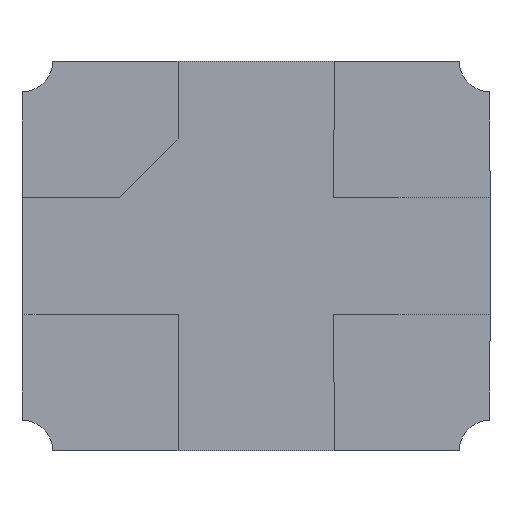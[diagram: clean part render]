
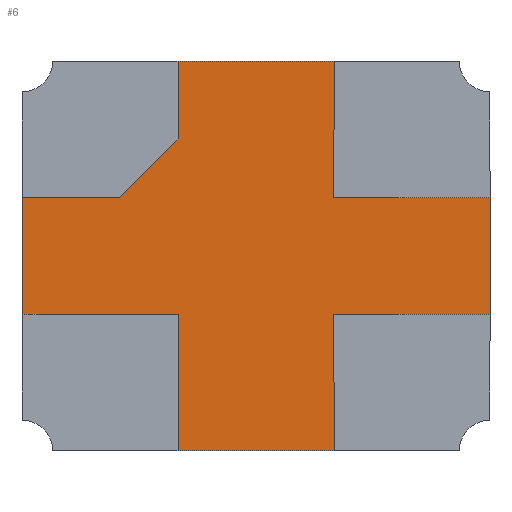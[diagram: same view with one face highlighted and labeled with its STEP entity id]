
A CAD part, front view. The second image highlights one B-rep face of the part: STEP entity #6.
In plain terms, the highlighted planar face has unit normal (0, -1, 0).
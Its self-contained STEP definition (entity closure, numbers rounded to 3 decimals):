
#4 = ORIENTED_EDGE ( 'NONE', *, *, #516, .T. ) ;
#6 = ADVANCED_FACE ( 'NONE', ( #1304 ), #152, .T. ) ;
#37 = CARTESIAN_POINT ( 'NONE',  ( -0.2, 0., -0.15 ) ) ;
#42 = CARTESIAN_POINT ( 'NONE',  ( 0.2, 0., -0.5 ) ) ;
#95 = CARTESIAN_POINT ( 'NONE',  ( -0.2, 0., -0.15 ) ) ;
#107 = CARTESIAN_POINT ( 'NONE',  ( 0.2, 0., 0.15 ) ) ;
#120 = CARTESIAN_POINT ( 'NONE',  ( -0.2, 0., 0.5 ) ) ;
#133 = ORIENTED_EDGE ( 'NONE', *, *, #399, .T. ) ;
#152 = PLANE ( 'NONE',  #1395 ) ;
#155 = CARTESIAN_POINT ( 'NONE',  ( 0.6, 0., -0.15 ) ) ;
#177 = EDGE_CURVE ( 'NONE', #579, #1820, #1905, .T. ) ;
#198 = DIRECTION ( 'NONE',  ( 0., 0., 1. ) ) ;
#259 = CARTESIAN_POINT ( 'NONE',  ( -0.35, 0., 0.15 ) ) ;
#269 = VECTOR ( 'NONE', #1585, 1000. ) ;
#274 = ORIENTED_EDGE ( 'NONE', *, *, #177, .T. ) ;
#276 = LINE ( 'NONE', #1375, #1024 ) ;
#334 = VERTEX_POINT ( 'NONE', #666 ) ;
#341 = EDGE_CURVE ( 'NONE', #1594, #1825, #535, .T. ) ;
#354 = EDGE_CURVE ( 'NONE', #1420, #334, #629, .T. ) ;
#391 = CARTESIAN_POINT ( 'NONE',  ( -0.6, 0., -0.15 ) ) ;
#399 = EDGE_CURVE ( 'NONE', #1168, #520, #1889, .T. ) ;
#407 = DIRECTION ( 'NONE',  ( 0., 0., 1. ) ) ;
#412 = LINE ( 'NONE', #391, #1624 ) ;
#444 = DIRECTION ( 'NONE',  ( -1., 0., 0. ) ) ;
#481 = DIRECTION ( 'NONE',  ( -0.707, 0., -0.707 ) ) ;
#482 = LINE ( 'NONE', #120, #1412 ) ;
#507 = CARTESIAN_POINT ( 'NONE',  ( 0.2, 0., 0.5 ) ) ;
#512 = CARTESIAN_POINT ( 'NONE',  ( 0.6, 0., 0.15 ) ) ;
#516 = EDGE_CURVE ( 'NONE', #1506, #1123, #1122, .T. ) ;
#520 = VERTEX_POINT ( 'NONE', #595 ) ;
#534 = CARTESIAN_POINT ( 'NONE',  ( 0.2, 0., 0.5 ) ) ;
#535 = LINE ( 'NONE', #507, #1539 ) ;
#579 = VERTEX_POINT ( 'NONE', #779 ) ;
#595 = CARTESIAN_POINT ( 'NONE',  ( -0.6, 0., 0.15 ) ) ;
#629 = LINE ( 'NONE', #95, #1603 ) ;
#645 = LINE ( 'NONE', #1147, #993 ) ;
#666 = CARTESIAN_POINT ( 'NONE',  ( -0.2, 0., -0.5 ) ) ;
#682 = CARTESIAN_POINT ( 'NONE',  ( -0.6, 0., 0.15 ) ) ;
#688 = VERTEX_POINT ( 'NONE', #1334 ) ;
#689 = DIRECTION ( 'NONE',  ( 0., 0., -1. ) ) ;
#691 = LINE ( 'NONE', #42, #967 ) ;
#714 = CARTESIAN_POINT ( 'NONE',  ( 0.2, 0., -0.5 ) ) ;
#733 = VECTOR ( 'NONE', #444, 1000. ) ;
#777 = CARTESIAN_POINT ( 'NONE',  ( 0.2, 0., -0.15 ) ) ;
#779 = CARTESIAN_POINT ( 'NONE',  ( 0.2, 0., -0.15 ) ) ;
#790 = LINE ( 'NONE', #1416, #1381 ) ;
#818 = ORIENTED_EDGE ( 'NONE', *, *, #1610, .T. ) ;
#855 = DIRECTION ( 'NONE',  ( 0., 0., -1. ) ) ;
#882 = EDGE_CURVE ( 'NONE', #1123, #1594, #276, .T. ) ;
#913 = ORIENTED_EDGE ( 'NONE', *, *, #966, .T. ) ;
#966 = EDGE_CURVE ( 'NONE', #688, #1420, #412, .T. ) ;
#967 = VECTOR ( 'NONE', #1797, 1000. ) ;
#993 = VECTOR ( 'NONE', #1285, 1000. ) ;
#1024 = VECTOR ( 'NONE', #198, 1000. ) ;
#1031 = VECTOR ( 'NONE', #1274, 1000. ) ;
#1035 = DIRECTION ( 'NONE',  ( 0., 0., -1. ) ) ;
#1044 = ORIENTED_EDGE ( 'NONE', *, *, #1664, .T. ) ;
#1070 = CARTESIAN_POINT ( 'NONE',  ( -0.2, 0., 0.5 ) ) ;
#1094 = VERTEX_POINT ( 'NONE', #714 ) ;
#1102 = CARTESIAN_POINT ( 'NONE',  ( -0.2, 0., 0.3 ) ) ;
#1115 = VECTOR ( 'NONE', #1690, 1000. ) ;
#1122 = LINE ( 'NONE', #1484, #733 ) ;
#1123 = VERTEX_POINT ( 'NONE', #107 ) ;
#1147 = CARTESIAN_POINT ( 'NONE',  ( -0.2, 0., -0.5 ) ) ;
#1158 = EDGE_CURVE ( 'NONE', #1825, #1501, #482, .T. ) ;
#1168 = VERTEX_POINT ( 'NONE', #259 ) ;
#1179 = DIRECTION ( 'NONE',  ( 0., -1., 0. ) ) ;
#1208 = CARTESIAN_POINT ( 'NONE',  ( -0.2, 0., 0.3 ) ) ;
#1222 = LINE ( 'NONE', #1208, #1526 ) ;
#1274 = DIRECTION ( 'NONE',  ( 0., 0., -1. ) ) ;
#1279 = EDGE_CURVE ( 'NONE', #1501, #1168, #1222, .T. ) ;
#1285 = DIRECTION ( 'NONE',  ( 1., 0., 0. ) ) ;
#1304 = FACE_OUTER_BOUND ( 'NONE', #1470, .T. ) ;
#1334 = CARTESIAN_POINT ( 'NONE',  ( -0.6, 0., -0.15 ) ) ;
#1348 = ORIENTED_EDGE ( 'NONE', *, *, #882, .T. ) ;
#1365 = ORIENTED_EDGE ( 'NONE', *, *, #1850, .T. ) ;
#1375 = CARTESIAN_POINT ( 'NONE',  ( 0.2, 0., 0.15 ) ) ;
#1381 = VECTOR ( 'NONE', #407, 1000. ) ;
#1395 = AXIS2_PLACEMENT_3D ( 'NONE', #1640, #1179, #1035 ) ;
#1412 = VECTOR ( 'NONE', #855, 1000. ) ;
#1416 = CARTESIAN_POINT ( 'NONE',  ( 0.6, 0., -0.15 ) ) ;
#1420 = VERTEX_POINT ( 'NONE', #37 ) ;
#1426 = DIRECTION ( 'NONE',  ( 1., 0., 0. ) ) ;
#1444 = ORIENTED_EDGE ( 'NONE', *, *, #341, .T. ) ;
#1470 = EDGE_LOOP ( 'NONE', ( #1348, #1444, #1832, #1900, #133, #818, #913, #1533, #1514, #1365, #274, #1044, #4 ) ) ;
#1484 = CARTESIAN_POINT ( 'NONE',  ( 0.6, 0., 0.15 ) ) ;
#1501 = VERTEX_POINT ( 'NONE', #1102 ) ;
#1506 = VERTEX_POINT ( 'NONE', #512 ) ;
#1514 = ORIENTED_EDGE ( 'NONE', *, *, #1623, .T. ) ;
#1526 = VECTOR ( 'NONE', #481, 1000. ) ;
#1533 = ORIENTED_EDGE ( 'NONE', *, *, #354, .T. ) ;
#1539 = VECTOR ( 'NONE', #1549, 1000. ) ;
#1549 = DIRECTION ( 'NONE',  ( -1., 0., 0. ) ) ;
#1585 = DIRECTION ( 'NONE',  ( -1., 0., 0. ) ) ;
#1594 = VERTEX_POINT ( 'NONE', #534 ) ;
#1603 = VECTOR ( 'NONE', #689, 1000. ) ;
#1610 = EDGE_CURVE ( 'NONE', #520, #688, #1829, .T. ) ;
#1623 = EDGE_CURVE ( 'NONE', #334, #1094, #645, .T. ) ;
#1624 = VECTOR ( 'NONE', #1426, 1000. ) ;
#1640 = CARTESIAN_POINT ( 'NONE',  ( 0., 0., 0. ) ) ;
#1664 = EDGE_CURVE ( 'NONE', #1820, #1506, #790, .T. ) ;
#1690 = DIRECTION ( 'NONE',  ( 1., 0., 0. ) ) ;
#1797 = DIRECTION ( 'NONE',  ( 0., 0., 1. ) ) ;
#1820 = VERTEX_POINT ( 'NONE', #155 ) ;
#1825 = VERTEX_POINT ( 'NONE', #1070 ) ;
#1829 = LINE ( 'NONE', #682, #1031 ) ;
#1832 = ORIENTED_EDGE ( 'NONE', *, *, #1158, .T. ) ;
#1850 = EDGE_CURVE ( 'NONE', #1094, #579, #691, .T. ) ;
#1870 = CARTESIAN_POINT ( 'NONE',  ( -0.35, 0., 0.15 ) ) ;
#1889 = LINE ( 'NONE', #1870, #269 ) ;
#1900 = ORIENTED_EDGE ( 'NONE', *, *, #1279, .T. ) ;
#1905 = LINE ( 'NONE', #777, #1115 ) ;
